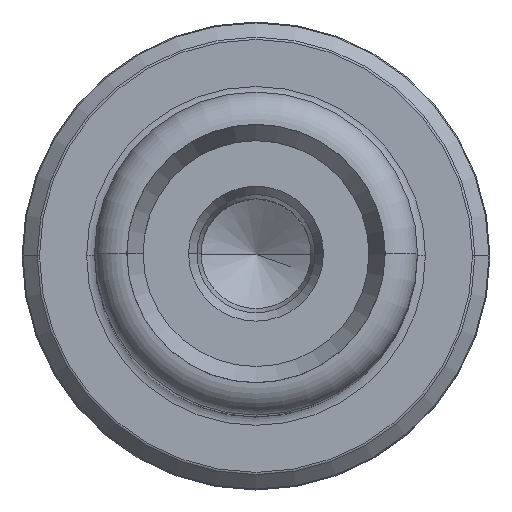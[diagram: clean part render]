
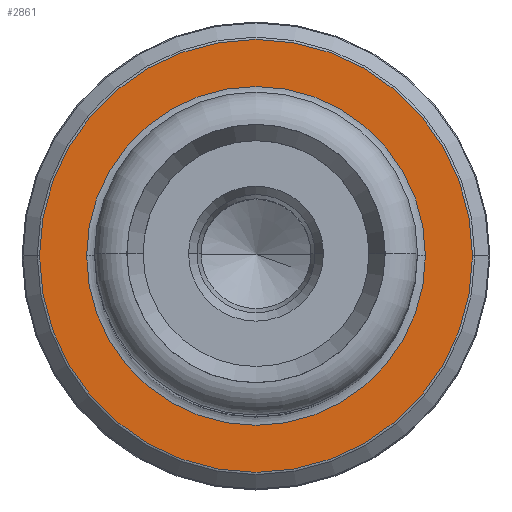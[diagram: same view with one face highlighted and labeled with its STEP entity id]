
A CAD part, top view. The second image highlights one B-rep face of the part: STEP entity #2861.
In plain terms, the highlighted planar face has unit normal (0, 0, 1).
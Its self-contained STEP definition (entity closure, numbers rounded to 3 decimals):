
#65 = CARTESIAN_POINT ( 'NONE',  ( 13.417, 0., 20. ) ) ;
#98 = AXIS2_PLACEMENT_3D ( 'NONE', #2357, #435, #418 ) ;
#101 = CARTESIAN_POINT ( 'NONE',  ( -10.5, 0., 20. ) ) ;
#112 = EDGE_CURVE ( 'NONE', #2801, #727, #1268, .T. ) ;
#133 = DIRECTION ( 'NONE',  ( 1., 0., 0. ) ) ;
#177 = VERTEX_POINT ( 'NONE', #3255 ) ;
#182 = DIRECTION ( 'NONE',  ( 0., 0., 1. ) ) ;
#418 = DIRECTION ( 'NONE',  ( 1., 0., 0. ) ) ;
#435 = DIRECTION ( 'NONE',  ( 0., 0., 1. ) ) ;
#632 = CIRCLE ( 'NONE', #3051, 13.417 ) ;
#678 = EDGE_LOOP ( 'NONE', ( #2597, #805 ) ) ;
#697 = DIRECTION ( 'NONE',  ( 1., 0., 0. ) ) ;
#710 = EDGE_CURVE ( 'NONE', #727, #2801, #632, .T. ) ;
#727 = VERTEX_POINT ( 'NONE', #1228 ) ;
#805 = ORIENTED_EDGE ( 'NONE', *, *, #710, .T. ) ;
#843 = CARTESIAN_POINT ( 'NONE',  ( 0., 0., 20. ) ) ;
#1228 = CARTESIAN_POINT ( 'NONE',  ( -13.417, 0., 20. ) ) ;
#1268 = CIRCLE ( 'NONE', #1456, 13.417 ) ;
#1443 = EDGE_LOOP ( 'NONE', ( #1896, #3279 ) ) ;
#1456 = AXIS2_PLACEMENT_3D ( 'NONE', #1788, #1502, #133 ) ;
#1502 = DIRECTION ( 'NONE',  ( 0., 0., 1. ) ) ;
#1524 = FACE_BOUND ( 'NONE', #1443, .T. ) ;
#1712 = DIRECTION ( 'NONE',  ( 0., 0., -1. ) ) ;
#1788 = CARTESIAN_POINT ( 'NONE',  ( 0., 0., 20. ) ) ;
#1812 = PLANE ( 'NONE',  #98 ) ;
#1896 = ORIENTED_EDGE ( 'NONE', *, *, #3113, .T. ) ;
#2357 = CARTESIAN_POINT ( 'NONE',  ( 0., 0., 20. ) ) ;
#2531 = DIRECTION ( 'NONE',  ( -1., 0., 0. ) ) ;
#2597 = ORIENTED_EDGE ( 'NONE', *, *, #112, .T. ) ;
#2706 = CARTESIAN_POINT ( 'NONE',  ( 0., 0., 20. ) ) ;
#2744 = EDGE_CURVE ( 'NONE', #177, #3005, #3408, .T. ) ;
#2801 = VERTEX_POINT ( 'NONE', #65 ) ;
#2815 = CARTESIAN_POINT ( 'NONE',  ( 0., 0., 20. ) ) ;
#2834 = DIRECTION ( 'NONE',  ( -1., 0., 0. ) ) ;
#2861 = ADVANCED_FACE ( 'NONE', ( #1524, #3259 ), #1812, .T. ) ;
#3005 = VERTEX_POINT ( 'NONE', #101 ) ;
#3051 = AXIS2_PLACEMENT_3D ( 'NONE', #2706, #182, #697 ) ;
#3103 = DIRECTION ( 'NONE',  ( 0., 0., -1. ) ) ;
#3113 = EDGE_CURVE ( 'NONE', #3005, #177, #3595, .T. ) ;
#3255 = CARTESIAN_POINT ( 'NONE',  ( 10.5, 0., 20. ) ) ;
#3259 = FACE_OUTER_BOUND ( 'NONE', #678, .T. ) ;
#3279 = ORIENTED_EDGE ( 'NONE', *, *, #2744, .T. ) ;
#3408 = CIRCLE ( 'NONE', #3585, 10.5 ) ;
#3533 = AXIS2_PLACEMENT_3D ( 'NONE', #843, #3103, #2531 ) ;
#3585 = AXIS2_PLACEMENT_3D ( 'NONE', #2815, #1712, #2834 ) ;
#3595 = CIRCLE ( 'NONE', #3533, 10.5 ) ;
